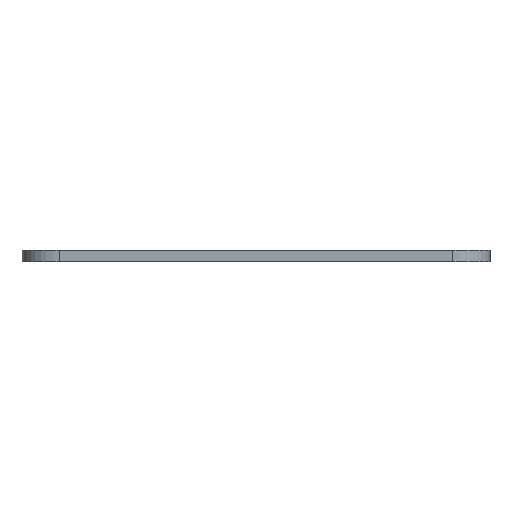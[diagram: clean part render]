
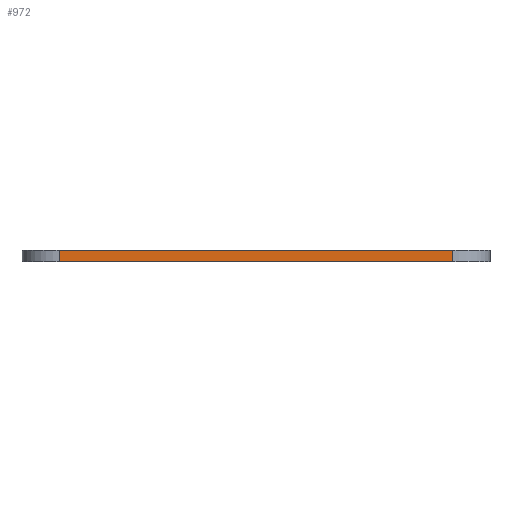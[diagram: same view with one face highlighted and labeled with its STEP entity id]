
A CAD part, front view. The second image highlights one B-rep face of the part: STEP entity #972.
In plain terms, the highlighted planar face has unit normal (0, -1, 0).
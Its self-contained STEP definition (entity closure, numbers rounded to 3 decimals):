
#34=PLANE('',#1064);
#64=FACE_OUTER_BOUND('',#122,.T.);
#122=EDGE_LOOP('',(#725,#726,#727,#728));
#174=LINE('',#1430,#270);
#182=LINE('',#1452,#278);
#206=LINE('',#1547,#302);
#208=LINE('',#1550,#304);
#270=VECTOR('',#1136,10.);
#278=VECTOR('',#1152,10.);
#302=VECTOR('',#1232,10.);
#304=VECTOR('',#1236,10.);
#413=VERTEX_POINT('',#1423);
#416=VERTEX_POINT('',#1428);
#426=VERTEX_POINT('',#1450);
#469=VERTEX_POINT('',#1545);
#512=EDGE_CURVE('',#416,#413,#174,.T.);
#523=EDGE_CURVE('',#426,#416,#182,.T.);
#570=EDGE_CURVE('',#469,#426,#206,.T.);
#572=EDGE_CURVE('',#413,#469,#208,.T.);
#725=ORIENTED_EDGE('',*,*,#512,.F.);
#726=ORIENTED_EDGE('',*,*,#523,.F.);
#727=ORIENTED_EDGE('',*,*,#570,.F.);
#728=ORIENTED_EDGE('',*,*,#572,.F.);
#972=ADVANCED_FACE('',(#64),#34,.T.);
#1064=AXIS2_PLACEMENT_3D('',#1549,#1234,#1235);
#1136=DIRECTION('',(0.,0.,1.));
#1152=DIRECTION('',(-1.,0.,0.));
#1232=DIRECTION('',(0.,0.,-1.));
#1234=DIRECTION('center_axis',(0.,-1.,0.));
#1235=DIRECTION('ref_axis',(1.,0.,0.));
#1236=DIRECTION('',(1.,0.,0.));
#1423=CARTESIAN_POINT('',(-6.739,-48.565,1.5));
#1428=CARTESIAN_POINT('',(-6.739,-48.565,0.));
#1430=CARTESIAN_POINT('',(-6.739,-48.565,0.));
#1450=CARTESIAN_POINT('',(46.123,-48.565,0.));
#1452=CARTESIAN_POINT('',(51.123,-48.565,0.));
#1545=CARTESIAN_POINT('',(46.123,-48.565,1.5));
#1547=CARTESIAN_POINT('',(46.123,-48.565,0.));
#1549=CARTESIAN_POINT('Origin',(-11.739,-48.565,0.));
#1550=CARTESIAN_POINT('',(51.123,-48.565,1.5));
